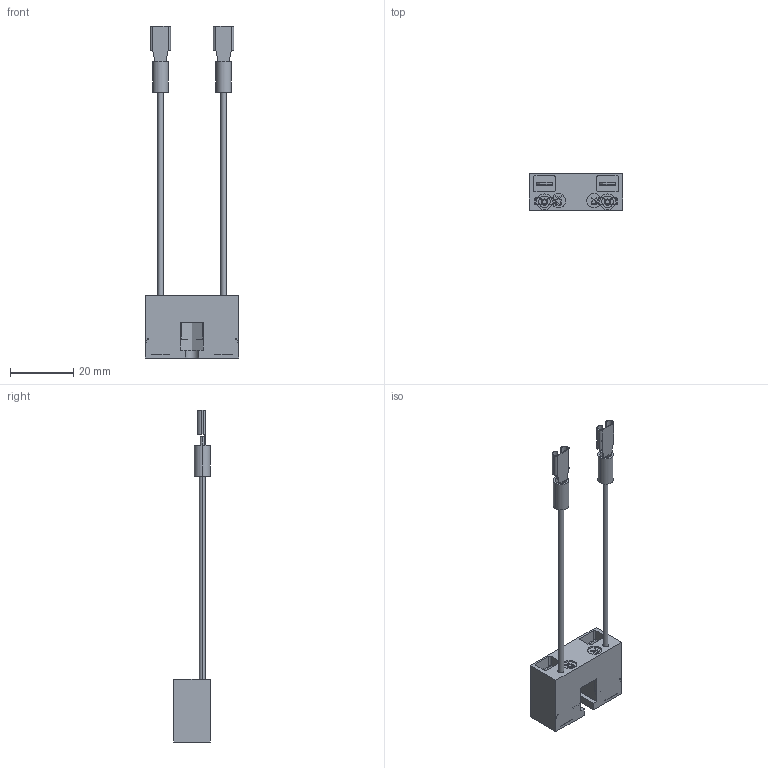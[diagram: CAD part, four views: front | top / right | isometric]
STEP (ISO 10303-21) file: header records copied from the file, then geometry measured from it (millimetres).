
FILE_DESCRIPTION((''),'2;1');
FILE_NAME('00551011005','2020-08-06T',('presta_be4'),(''),'CREO PARAMETRIC BY PTC INC, 2018360','CREO PARAMETRIC BY PTC INC, 2018360','');
FILE_SCHEMA(('CONFIG_CONTROL_DESIGN'));
Length unit declared in the file: millimetre
Products named in the file (1): 00551011005
Bounding box: 29.5 x 11.5 x 105.1 mm (x, y, z)
Volume: 4423.2 mm3; surface area: 8008.4 mm2
Topology: 3 solids, 3 shells, 684 faces, 1858 edges, 1214 vertices
Faces by surface type: plane 553, cylinder 109, cone 16, torus 4, sphere 2
Entity records: 21425 total; most frequent: CARTESIAN_POINT 3803, ORIENTED_EDGE 3716, DIRECTION 3511, EDGE_CURVE 1858, VECTOR 1551, LINE 1551, VERTEX_POINT 1214, AXIS2_PLACEMENT_3D 980
